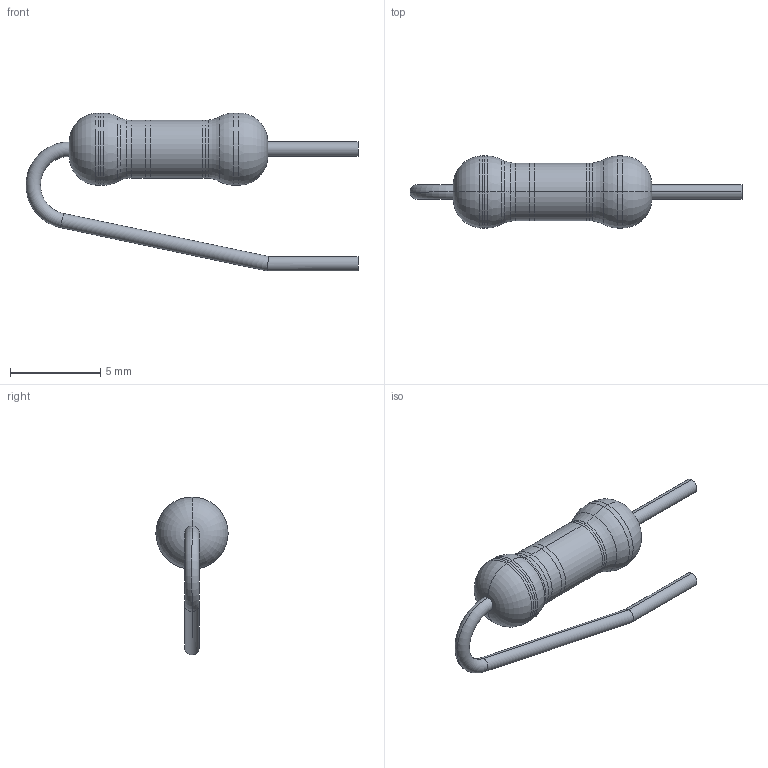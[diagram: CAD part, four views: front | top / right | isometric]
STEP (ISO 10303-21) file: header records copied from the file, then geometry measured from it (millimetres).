
FILE_DESCRIPTION (( 'STEP AP214' ), '1' );
FILE_NAME ('RES1W_OR_2WS_250MIL_MODEL.STEP', '2016-08-08T16:43:18', ( 'NgocHoang' ), ( '' ), 'SwSTEP 2.0', 'SolidWorks 2010', '' );
FILE_SCHEMA (( 'AUTOMOTIVE_DESIGN' ));
Length unit declared in the file: millimetre
Products named in the file (3): RES1W_OR_2WS_250MIL_MODEL; RES1W_L11MxD4M_BODY; RES1W_6M35_PIN
Assembly tree (2 placements, depth 2):
  RES1W_OR_2WS_250MIL_MODEL
    RES1W_6M35_PIN
    RES1W_L11MxD4M_BODY
Bounding box: 18.4 x 4 x 8.75 mm (x, y, z)
Volume: 115 mm3; surface area: 255.6 mm2
Topology: 2 solids, 2 shells, 46 faces, 90 edges, 46 vertices
Faces by surface type: torus 22, cylinder 22, plane 2
Entity records: 1652 total; most frequent: DIRECTION 256, CARTESIAN_POINT 193, ORIENTED_EDGE 180, AXIS2_PLACEMENT_3D 117, EDGE_CURVE 90, CIRCLE 66, FACE_OUTER_BOUND 46, VERTEX_POINT 46
